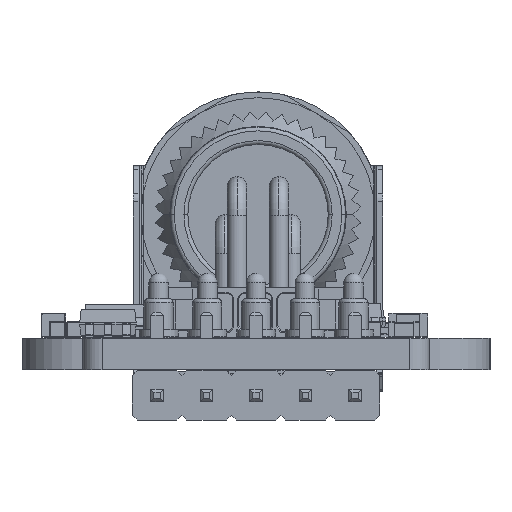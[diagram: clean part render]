
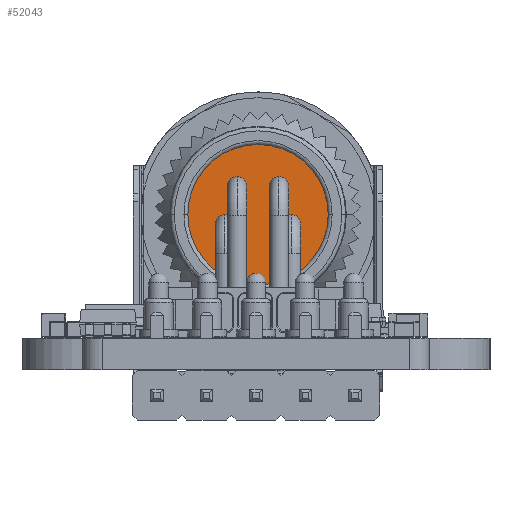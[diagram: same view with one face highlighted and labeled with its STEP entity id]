
A CAD part, left-side view. The second image highlights one B-rep face of the part: STEP entity #52043.
In plain terms, the highlighted planar face has unit normal (-1, 0, 0).
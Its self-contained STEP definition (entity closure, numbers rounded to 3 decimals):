
#43179 = VERTEX_POINT('',#43180);
#43180 = CARTESIAN_POINT('',(0.2,0.,3.6));
#43197 = VERTEX_POINT('',#43198);
#43198 = CARTESIAN_POINT('',(0.2,0.,-3.6));
#43205 = EDGE_CURVE('',#43179,#43197,#43206,.T.);
#43206 = CIRCLE('',#43207,3.6);
#43207 = AXIS2_PLACEMENT_3D('',#43208,#43209,#43210);
#43208 = CARTESIAN_POINT('',(0.2,0.,0.));
#43209 = DIRECTION('',(-1.,0.,0.));
#43210 = DIRECTION('',(0.,0.,1.));
#43221 = VERTEX_POINT('',#43222);
#43222 = CARTESIAN_POINT('',(0.2,-1.45,1.575));
#43239 = VERTEX_POINT('',#43240);
#43240 = CARTESIAN_POINT('',(0.2,-1.45,0.575));
#43246 = EDGE_CURVE('',#43221,#43239,#43247,.T.);
#43247 = CIRCLE('',#43248,0.5);
#43248 = AXIS2_PLACEMENT_3D('',#43249,#43250,#43251);
#43249 = CARTESIAN_POINT('',(0.2,-1.45,1.075));
#43250 = DIRECTION('',(1.,0.,0.));
#43251 = DIRECTION('',(0.,0.,-1.));
#43262 = VERTEX_POINT('',#43263);
#43263 = CARTESIAN_POINT('',(0.2,0.5,-1.2));
#43280 = VERTEX_POINT('',#43281);
#43281 = CARTESIAN_POINT('',(0.2,0.5,-2.2));
#43287 = EDGE_CURVE('',#43262,#43280,#43288,.T.);
#43288 = CIRCLE('',#43289,0.5);
#43289 = AXIS2_PLACEMENT_3D('',#43290,#43291,#43292);
#43290 = CARTESIAN_POINT('',(0.2,0.5,-1.7));
#43291 = DIRECTION('',(1.,0.,0.));
#43292 = DIRECTION('',(0.,0.,-1.));
#43303 = VERTEX_POINT('',#43304);
#43304 = CARTESIAN_POINT('',(0.2,0.5,2.2));
#43321 = VERTEX_POINT('',#43322);
#43322 = CARTESIAN_POINT('',(0.2,0.5,1.2));
#43328 = EDGE_CURVE('',#43303,#43321,#43329,.T.);
#43329 = CIRCLE('',#43330,0.5);
#43330 = AXIS2_PLACEMENT_3D('',#43331,#43332,#43333);
#43331 = CARTESIAN_POINT('',(0.2,0.5,1.7));
#43332 = DIRECTION('',(1.,0.,0.));
#43333 = DIRECTION('',(0.,0.,-1.));
#43344 = VERTEX_POINT('',#43345);
#43345 = CARTESIAN_POINT('',(0.2,-1.45,-0.575));
#43362 = VERTEX_POINT('',#43363);
#43363 = CARTESIAN_POINT('',(0.2,-1.45,-1.575));
#43369 = EDGE_CURVE('',#43344,#43362,#43370,.T.);
#43370 = CIRCLE('',#43371,0.5);
#43371 = AXIS2_PLACEMENT_3D('',#43372,#43373,#43374);
#43372 = CARTESIAN_POINT('',(0.2,-1.45,-1.075));
#43373 = DIRECTION('',(1.,0.,0.));
#43374 = DIRECTION('',(0.,0.,-1.));
#51968 = EDGE_CURVE('',#43362,#43344,#51969,.T.);
#51969 = CIRCLE('',#51970,0.5);
#51970 = AXIS2_PLACEMENT_3D('',#51971,#51972,#51973);
#51971 = CARTESIAN_POINT('',(0.2,-1.45,-1.075));
#51972 = DIRECTION('',(1.,0.,0.));
#51973 = DIRECTION('',(0.,0.,-1.));
#51988 = EDGE_CURVE('',#43321,#43303,#51989,.T.);
#51989 = CIRCLE('',#51990,0.5);
#51990 = AXIS2_PLACEMENT_3D('',#51991,#51992,#51993);
#51991 = CARTESIAN_POINT('',(0.2,0.5,1.7));
#51992 = DIRECTION('',(1.,0.,0.));
#51993 = DIRECTION('',(0.,0.,-1.));
#52008 = EDGE_CURVE('',#43280,#43262,#52009,.T.);
#52009 = CIRCLE('',#52010,0.5);
#52010 = AXIS2_PLACEMENT_3D('',#52011,#52012,#52013);
#52011 = CARTESIAN_POINT('',(0.2,0.5,-1.7));
#52012 = DIRECTION('',(1.,0.,0.));
#52013 = DIRECTION('',(0.,0.,-1.));
#52028 = EDGE_CURVE('',#43239,#43221,#52029,.T.);
#52029 = CIRCLE('',#52030,0.5);
#52030 = AXIS2_PLACEMENT_3D('',#52031,#52032,#52033);
#52031 = CARTESIAN_POINT('',(0.2,-1.45,1.075));
#52032 = DIRECTION('',(1.,0.,0.));
#52033 = DIRECTION('',(0.,0.,-1.));
#52043 = ADVANCED_FACE('',(#52044,#52048,#52052,#52062,#52066),#52070,
  .F.);
#52044 = FACE_BOUND('',#52045,.T.);
#52045 = EDGE_LOOP('',(#52046,#52047));
#52046 = ORIENTED_EDGE('',*,*,#52028,.T.);
#52047 = ORIENTED_EDGE('',*,*,#43246,.T.);
#52048 = FACE_BOUND('',#52049,.T.);
#52049 = EDGE_LOOP('',(#52050,#52051));
#52050 = ORIENTED_EDGE('',*,*,#52008,.T.);
#52051 = ORIENTED_EDGE('',*,*,#43287,.T.);
#52052 = FACE_BOUND('',#52053,.T.);
#52053 = EDGE_LOOP('',(#52054,#52055));
#52054 = ORIENTED_EDGE('',*,*,#43205,.T.);
#52055 = ORIENTED_EDGE('',*,*,#52056,.T.);
#52056 = EDGE_CURVE('',#43197,#43179,#52057,.T.);
#52057 = CIRCLE('',#52058,3.6);
#52058 = AXIS2_PLACEMENT_3D('',#52059,#52060,#52061);
#52059 = CARTESIAN_POINT('',(0.2,0.,0.));
#52060 = DIRECTION('',(-1.,0.,0.));
#52061 = DIRECTION('',(0.,0.,1.));
#52062 = FACE_BOUND('',#52063,.T.);
#52063 = EDGE_LOOP('',(#52064,#52065));
#52064 = ORIENTED_EDGE('',*,*,#51988,.T.);
#52065 = ORIENTED_EDGE('',*,*,#43328,.T.);
#52066 = FACE_BOUND('',#52067,.T.);
#52067 = EDGE_LOOP('',(#52068,#52069));
#52068 = ORIENTED_EDGE('',*,*,#51968,.T.);
#52069 = ORIENTED_EDGE('',*,*,#43369,.T.);
#52070 = PLANE('',#52071);
#52071 = AXIS2_PLACEMENT_3D('',#52072,#52073,#52074);
#52072 = CARTESIAN_POINT('',(0.2,0.,0.));
#52073 = DIRECTION('',(1.,0.,0.));
#52074 = DIRECTION('',(-0.,1.,0.));
